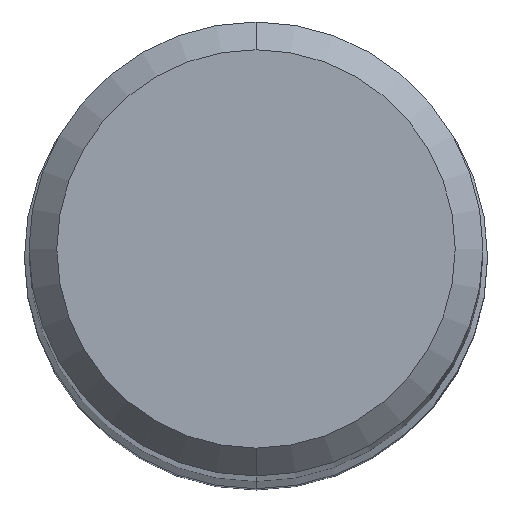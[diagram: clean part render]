
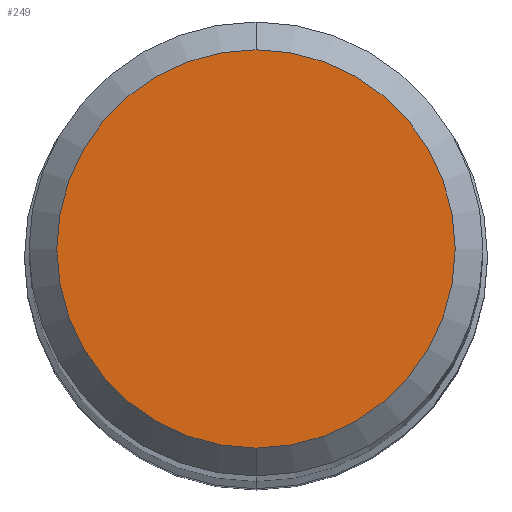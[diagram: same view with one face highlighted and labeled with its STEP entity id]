
A CAD part, top view. The second image highlights one B-rep face of the part: STEP entity #249.
In plain terms, the highlighted planar face has unit normal (0, 0, 1).
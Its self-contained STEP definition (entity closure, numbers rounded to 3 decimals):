
#145=VERTEX_POINT('',#377);
#249=ADVANCED_FACE('',(#491),#492,.T.);
#273=VERTEX_POINT('',#522);
#315=EDGE_CURVE('',#145,#273,#569,.T.);
#345=EDGE_CURVE('',#273,#145,#604,.T.);
#377=CARTESIAN_POINT('',(0.,-2.15,0.0));
#491=FACE_OUTER_BOUND('',#778,.T.);
#492=PLANE('',#779);
#522=CARTESIAN_POINT('',(0.0,2.15,0.0));
#569=CIRCLE('',#880,2.15);
#604=CIRCLE('',#925,2.15);
#778=EDGE_LOOP('',(#1073,#1074));
#779=AXIS2_PLACEMENT_3D('',#1075,#1076,#1077);
#880=AXIS2_PLACEMENT_3D('',#1187,#1188,#1189);
#925=AXIS2_PLACEMENT_3D('',#1240,#1241,#1242);
#1073=ORIENTED_EDGE('',*,*,#345,.F.);
#1074=ORIENTED_EDGE('',*,*,#315,.F.);
#1075=CARTESIAN_POINT('',(0.0,1.075,0.0));
#1076=DIRECTION('',(-0.0,0.0,1.0));
#1077=DIRECTION('',(0.0,-1.0,0.0));
#1187=CARTESIAN_POINT('',(0.0,0.0,0.0));
#1188=DIRECTION('',(0.0,0.0,-1.0));
#1189=DIRECTION('',(0.0,1.0,0.0));
#1240=CARTESIAN_POINT('',(0.0,0.0,0.0));
#1241=DIRECTION('',(0.0,0.0,-1.0));
#1242=DIRECTION('',(0.0,1.0,0.0));
